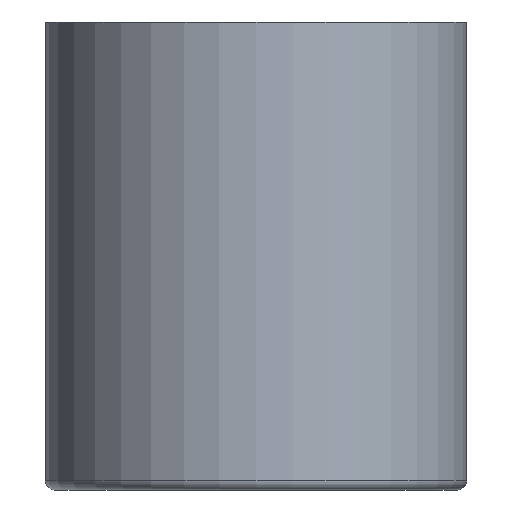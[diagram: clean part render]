
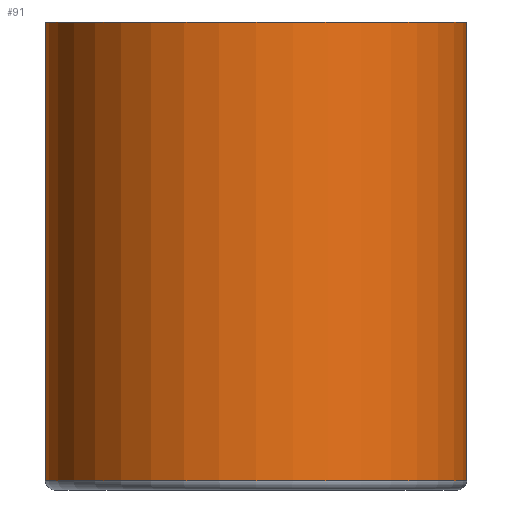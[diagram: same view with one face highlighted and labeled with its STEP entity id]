
A CAD part, front view. The second image highlights one B-rep face of the part: STEP entity #91.
In plain terms, the highlighted cylindrical face has radius 45 mm (diameter 90 mm), a partial arc.
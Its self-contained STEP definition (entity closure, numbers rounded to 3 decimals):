
#7 = CARTESIAN_POINT ( 'NONE',  ( 45., 0., 100. ) ) ;
#10 = CARTESIAN_POINT ( 'NONE',  ( -45., 0., 100. ) ) ;
#15 = DIRECTION ( 'NONE',  ( 0., 0., -1. ) ) ;
#17 = CARTESIAN_POINT ( 'NONE',  ( -45., 0., 100. ) ) ;
#18 = CYLINDRICAL_SURFACE ( 'NONE', #203, 45. ) ;
#37 = CARTESIAN_POINT ( 'NONE',  ( 45., 0., 100. ) ) ;
#66 = EDGE_CURVE ( 'NONE', #139, #235, #206, .T. ) ;
#78 = VECTOR ( 'NONE', #15, 1000. ) ;
#86 = EDGE_CURVE ( 'NONE', #289, #139, #89, .T. ) ;
#89 = CIRCLE ( 'NONE', #225, 45. ) ;
#91 = ADVANCED_FACE ( 'NONE', ( #143 ), #18, .T. ) ;
#95 = DIRECTION ( 'NONE',  ( 0., 0., 1. ) ) ;
#96 = DIRECTION ( 'NONE',  ( 0., 0., -1. ) ) ;
#99 = EDGE_LOOP ( 'NONE', ( #359, #265, #127, #350 ) ) ;
#106 = EDGE_CURVE ( 'NONE', #289, #231, #158, .T. ) ;
#127 = ORIENTED_EDGE ( 'NONE', *, *, #106, .T. ) ;
#136 = CARTESIAN_POINT ( 'NONE',  ( -45., 0., 2. ) ) ;
#139 = VERTEX_POINT ( 'NONE', #37 ) ;
#143 = FACE_OUTER_BOUND ( 'NONE', #99, .T. ) ;
#151 = EDGE_CURVE ( 'NONE', #231, #235, #193, .T. ) ;
#154 = DIRECTION ( 'NONE',  ( 1., 0., 0. ) ) ;
#158 = LINE ( 'NONE', #10, #78 ) ;
#190 = DIRECTION ( 'NONE',  ( -1., 0., 0. ) ) ;
#193 = CIRCLE ( 'NONE', #308, 45. ) ;
#203 = AXIS2_PLACEMENT_3D ( 'NONE', #361, #326, #190 ) ;
#206 = LINE ( 'NONE', #7, #270 ) ;
#220 = CARTESIAN_POINT ( 'NONE',  ( 45., 0., 2. ) ) ;
#225 = AXIS2_PLACEMENT_3D ( 'NONE', #331, #241, #154 ) ;
#231 = VERTEX_POINT ( 'NONE', #136 ) ;
#235 = VERTEX_POINT ( 'NONE', #220 ) ;
#241 = DIRECTION ( 'NONE',  ( 0., 0., 1. ) ) ;
#265 = ORIENTED_EDGE ( 'NONE', *, *, #86, .F. ) ;
#270 = VECTOR ( 'NONE', #96, 1000. ) ;
#272 = CARTESIAN_POINT ( 'NONE',  ( 0., 0., 2. ) ) ;
#289 = VERTEX_POINT ( 'NONE', #17 ) ;
#308 = AXIS2_PLACEMENT_3D ( 'NONE', #272, #95, #330 ) ;
#326 = DIRECTION ( 'NONE',  ( 0., 0., -1. ) ) ;
#330 = DIRECTION ( 'NONE',  ( 1., 0., 0. ) ) ;
#331 = CARTESIAN_POINT ( 'NONE',  ( 0., 0., 100. ) ) ;
#350 = ORIENTED_EDGE ( 'NONE', *, *, #151, .T. ) ;
#359 = ORIENTED_EDGE ( 'NONE', *, *, #66, .F. ) ;
#361 = CARTESIAN_POINT ( 'NONE',  ( 0., 0., 100. ) ) ;
